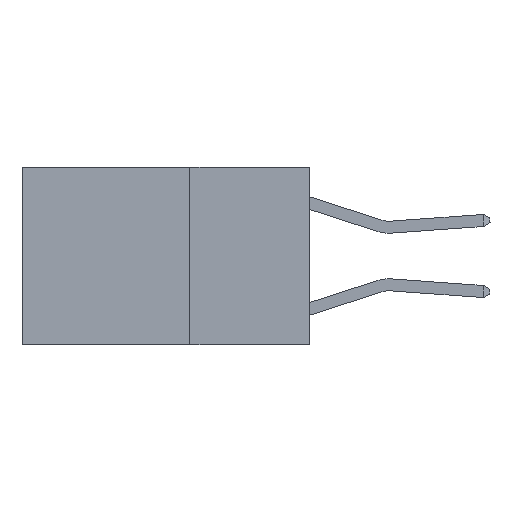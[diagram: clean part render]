
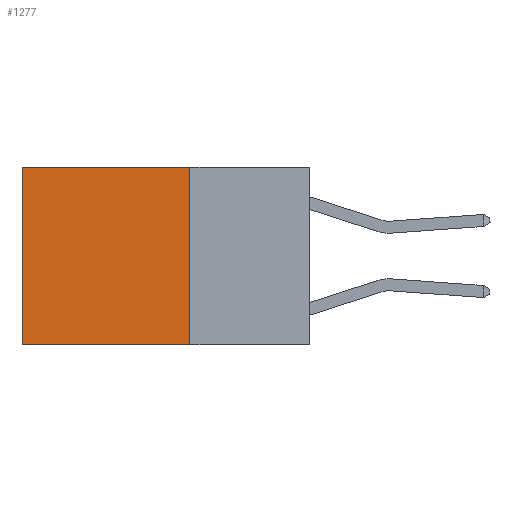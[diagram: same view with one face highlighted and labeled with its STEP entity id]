
A CAD part, left-side view. The second image highlights one B-rep face of the part: STEP entity #1277.
In plain terms, the highlighted planar face has unit normal (-1, 0, 0).
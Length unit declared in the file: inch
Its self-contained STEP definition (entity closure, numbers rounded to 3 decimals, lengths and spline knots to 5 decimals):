
#553 = CARTESIAN_POINT ( 'NONE',  ( 0.2625, 0.25, 0. ) ) ;
#616 = CARTESIAN_POINT ( 'NONE',  ( 0.2625, 0.6, -0.37 ) ) ;
#1236 = VERTEX_POINT ( 'NONE', #616 ) ;
#1277 = ADVANCED_FACE ( 'NONE', ( #19586 ), #10397, .F. ) ;
#1654 = EDGE_CURVE ( 'NONE', #17046, #1236, #13210, .T. ) ;
#1877 = DIRECTION ( 'NONE',  ( 1., 0., 0. ) ) ;
#1921 = VERTEX_POINT ( 'NONE', #4620 ) ;
#2483 = ORIENTED_EDGE ( 'NONE', *, *, #1654, .T. ) ;
#2782 = DIRECTION ( 'NONE',  ( 0., 1., 0. ) ) ;
#3108 = CARTESIAN_POINT ( 'NONE',  ( 0.2625, 0.6, 0. ) ) ;
#3525 = DIRECTION ( 'NONE',  ( 0., 0., -1. ) ) ;
#4175 = VECTOR ( 'NONE', #7116, 39.37008 ) ;
#4620 = CARTESIAN_POINT ( 'NONE',  ( 0.2625, 0.25, 0. ) ) ;
#4979 = CARTESIAN_POINT ( 'NONE',  ( 0.2625, 0.25, -0.37 ) ) ;
#6725 = CARTESIAN_POINT ( 'NONE',  ( 0.2625, 0.25, 0. ) ) ;
#7116 = DIRECTION ( 'NONE',  ( 0., 0., -1. ) ) ;
#8458 = EDGE_CURVE ( 'NONE', #1921, #12108, #14978, .T. ) ;
#9360 = EDGE_LOOP ( 'NONE', ( #2483, #18615, #12306, #13795 ) ) ;
#9844 = EDGE_CURVE ( 'NONE', #1921, #17046, #16710, .T. ) ;
#10381 = LINE ( 'NONE', #16977, #11255 ) ;
#10397 = PLANE ( 'NONE',  #17261 ) ;
#10923 = EDGE_CURVE ( 'NONE', #12108, #1236, #10381, .T. ) ;
#11255 = VECTOR ( 'NONE', #2782, 39.37008 ) ;
#11444 = DIRECTION ( 'NONE',  ( 0., 1., 0. ) ) ;
#12108 = VERTEX_POINT ( 'NONE', #4979 ) ;
#12306 = ORIENTED_EDGE ( 'NONE', *, *, #8458, .F. ) ;
#12617 = VECTOR ( 'NONE', #16526, 39.37008 ) ;
#13116 = CARTESIAN_POINT ( 'NONE',  ( 0.2625, 0.6, 0. ) ) ;
#13210 = LINE ( 'NONE', #13116, #12617 ) ;
#13795 = ORIENTED_EDGE ( 'NONE', *, *, #9844, .T. ) ;
#13936 = VECTOR ( 'NONE', #11444, 39.37008 ) ;
#14978 = LINE ( 'NONE', #553, #4175 ) ;
#16526 = DIRECTION ( 'NONE',  ( 0., 0., -1. ) ) ;
#16710 = LINE ( 'NONE', #6725, #13936 ) ;
#16977 = CARTESIAN_POINT ( 'NONE',  ( 0.2625, 0.25, -0.37 ) ) ;
#17046 = VERTEX_POINT ( 'NONE', #3108 ) ;
#17261 = AXIS2_PLACEMENT_3D ( 'NONE', #18151, #1877, #3525 ) ;
#18151 = CARTESIAN_POINT ( 'NONE',  ( 0.2625, 0.25, 0. ) ) ;
#18615 = ORIENTED_EDGE ( 'NONE', *, *, #10923, .F. ) ;
#19586 = FACE_OUTER_BOUND ( 'NONE', #9360, .T. ) ;
